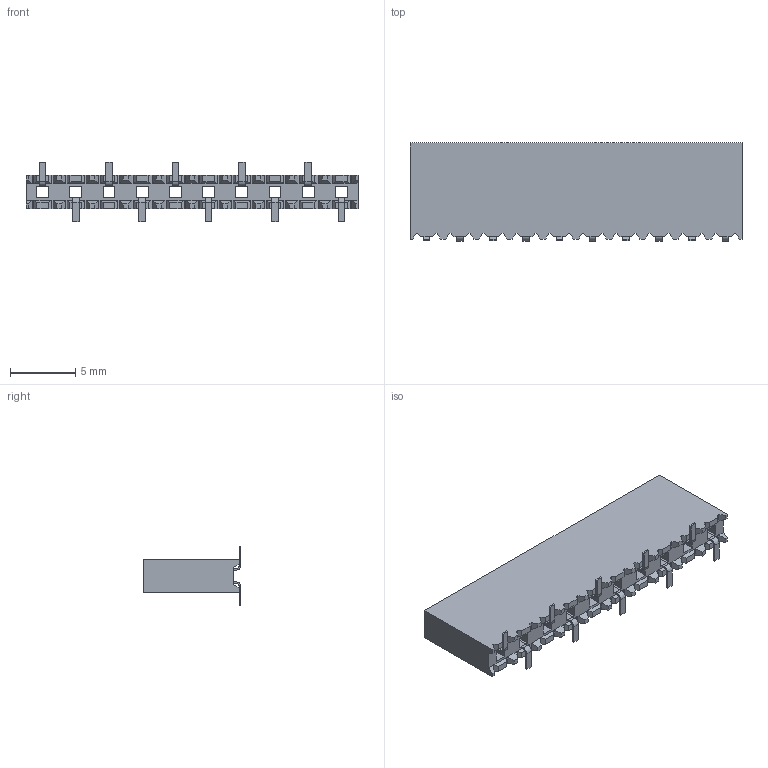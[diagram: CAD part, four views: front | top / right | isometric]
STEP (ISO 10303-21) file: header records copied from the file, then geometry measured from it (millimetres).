
FILE_DESCRIPTION (( 'STEP AP214' ), '1' );
FILE_NAME ('SSM_110_x_SV.STEP', '2021-02-17T11:07:59', ( '' ), ( '' ), 'SwSTEP 2.0', 'SolidWorks 2018', '' );
FILE_SCHEMA (( 'AUTOMOTIVE_DESIGN' ));
Length unit declared in the file: millimetre
Products named in the file (3): SSM_110_L_SV_3; SSM_110_x_SV; SSM_110_L_SV_5
Assembly tree (2 placements, depth 2):
  SSM_110_x_SV
    SSM_110_L_SV_3
    SSM_110_L_SV_5
Bounding box: 25.4 x 7.49 x 4.57 mm (x, y, z)
Volume: 393.2 mm3; surface area: 901.5 mm2
Topology: 2 solids, 2 shells, 369 faces, 1092 edges, 728 vertices
Faces by surface type: plane 349, cylinder 20
Entity records: 16347 total; most frequent: CARTESIAN_POINT 2194, ORIENTED_EDGE 2184, DIRECTION 1880, EDGE_CURVE 1092, LINE 1052, VECTOR 1052, VERTEX_POINT 728, AXIS2_PLACEMENT_3D 414
